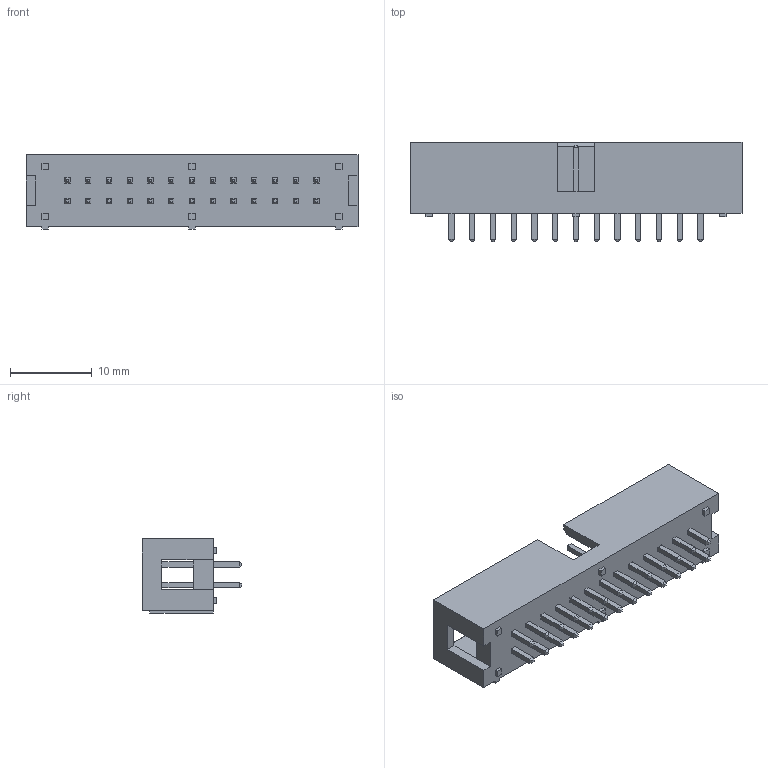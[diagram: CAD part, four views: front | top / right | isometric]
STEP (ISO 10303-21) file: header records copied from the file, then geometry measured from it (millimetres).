
FILE_DESCRIPTION (( 'STEP AP203' ), '1' );
FILE_NAME ('CH8726xVA00.STEP', '2018-08-13T08:57:45', ( '' ), ( '' ), 'SwSTEP 2.0', 'SolidWorks 2017', '' );
FILE_SCHEMA (( 'CONFIG_CONTROL_DESIGN' ));
Length unit declared in the file: millimetre
Products named in the file (3): CH87 BASE_26; CH87 V PIN; CH8726xVA00
Assembly tree (27 placements, depth 2):
  CH8726xVA00
    CH87 BASE_26
    CH87 V PIN  x26
Bounding box: 40.64 x 12.2 x 9.1 mm (x, y, z)
Volume: 1585 mm3; surface area: 2991 mm2
Topology: 27 solids, 27 shells, 537 faces, 1227 edges, 746 vertices
Faces by surface type: plane 537
Entity records: 7110 total; most frequent: CARTESIAN_POINT 1090, ORIENTED_EDGE 1054, DIRECTION 961, VECTOR 527, EDGE_CURVE 527, LINE 527, VERTEX_POINT 346, EDGE_LOOP 245
